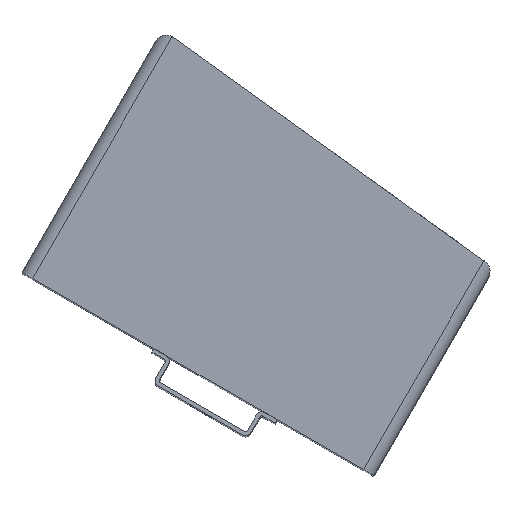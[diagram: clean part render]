
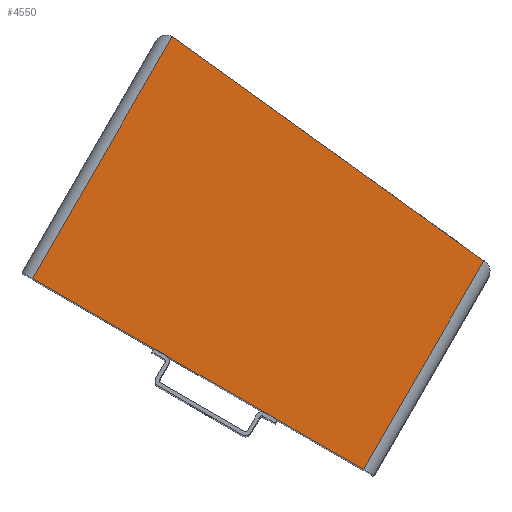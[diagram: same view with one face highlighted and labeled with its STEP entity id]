
A CAD part, top view. The second image highlights one B-rep face of the part: STEP entity #4550.
In plain terms, the highlighted planar face has unit normal (0, 0, 1).
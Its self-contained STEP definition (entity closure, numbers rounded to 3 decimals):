
#4258=CARTESIAN_POINT('',(3.,10.7,180.0));
#4259=VERTEX_POINT('',#4258);
#4292=CARTESIAN_POINT('',(96.701,1.33,180.0));
#4293=VERTEX_POINT('',#4292);
#4300=CARTESIAN_POINT('',(96.701,1.33,180.0));
#4301=DIRECTION('',(-0.995,0.1,0.0));
#4302=VECTOR('',#4301,94.169);
#4303=LINE('',#4300,#4302);
#4304=EDGE_CURVE('',#4293,#4259,#4303,.T.);
#4490=CARTESIAN_POINT('',(3.,70.0,180.0));
#4491=VERTEX_POINT('',#4490);
#4509=CARTESIAN_POINT('',(3.,10.7,180.0));
#4510=DIRECTION('',(0.0,1.0,0.0));
#4511=VECTOR('',#4510,59.3);
#4512=LINE('',#4509,#4511);
#4513=EDGE_CURVE('',#4259,#4491,#4512,.T.);
#4518=CARTESIAN_POINT('',(51.522,37.875,180.0));
#4519=DIRECTION('',(0.0,0.0,1.0));
#4520=DIRECTION('',(1.0,0.0,0.0));
#4521=AXIS2_PLACEMENT_3D('',#4518,#4519,#4520);
#4522=PLANE('',#4521);
#4523=ORIENTED_EDGE('',*,*,#4513,.F.);
#4524=ORIENTED_EDGE('',*,*,#4304,.F.);
#4525=CARTESIAN_POINT('',(97.0,1.315,180.0));
#4526=VERTEX_POINT('',#4525);
#4527=CARTESIAN_POINT('',(97.0,4.315,180.0));
#4528=DIRECTION('',(0.0,0.0,-1.0));
#4529=DIRECTION('',(0.671,-0.741,0.0));
#4530=AXIS2_PLACEMENT_3D('',#4527,#4528,#4529);
#4531=CIRCLE('',#4530,3.0);
#4532=EDGE_CURVE('',#4526,#4293,#4531,.T.);
#4533=ORIENTED_EDGE('',*,*,#4532,.F.);
#4534=CARTESIAN_POINT('',(97.,70.,180.0));
#4535=VERTEX_POINT('',#4534);
#4536=CARTESIAN_POINT('',(97.,70.,180.0));
#4537=DIRECTION('',(0.0,-1.0,0.0));
#4538=VECTOR('',#4537,68.685);
#4539=LINE('',#4536,#4538);
#4540=EDGE_CURVE('',#4535,#4526,#4539,.T.);
#4541=ORIENTED_EDGE('',*,*,#4540,.F.);
#4542=CARTESIAN_POINT('',(3.,70.0,180.0));
#4543=DIRECTION('',(1.0,0.0,0.0));
#4544=VECTOR('',#4543,94.);
#4545=LINE('',#4542,#4544);
#4546=EDGE_CURVE('',#4491,#4535,#4545,.T.);
#4547=ORIENTED_EDGE('',*,*,#4546,.F.);
#4548=EDGE_LOOP('',(#4523,#4524,#4533,#4541,#4547));
#4549=FACE_OUTER_BOUND('',#4548,.T.);
#4550=ADVANCED_FACE('',(#4549),#4522,.T.);
